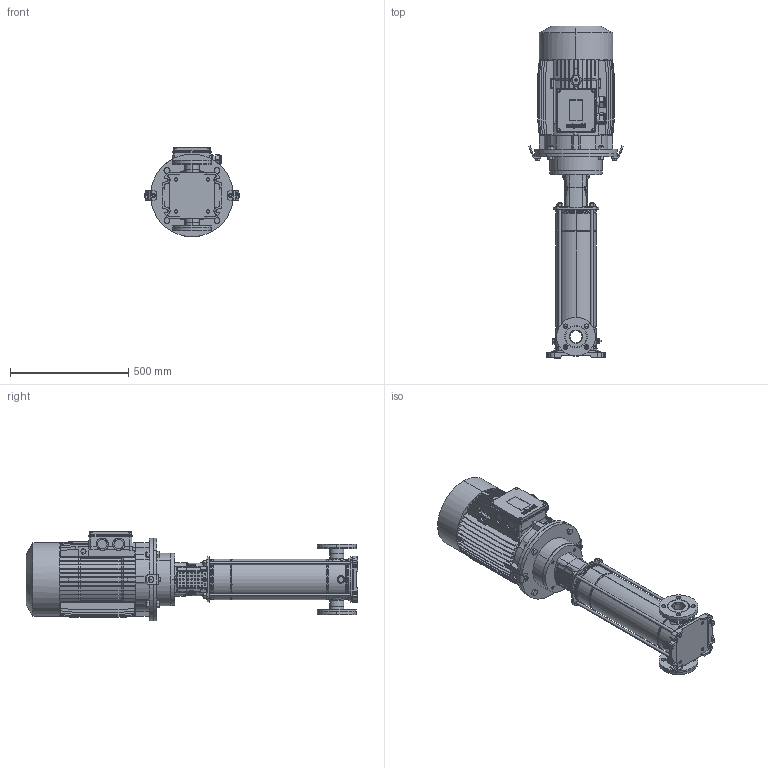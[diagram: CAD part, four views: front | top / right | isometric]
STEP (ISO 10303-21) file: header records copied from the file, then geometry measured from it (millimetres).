
FILE_DESCRIPTION (( 'STEP AP203' ), '1' );
FILE_NAME ('10007633swa00.step', '2019-09-23T15:02:31', ( 'Admin' ), ( 'HP Inc.' ), 'SwSTEP 2.0', 'SolidWorks 2019', '' );
FILE_SCHEMA (( 'CONFIG_CONTROL_DESIGN' ));
Length unit declared in the file: millimetre
Products named in the file (22): 10007633swa00; 10007548swa00; 10000023swn00_M16x50 6.8 ZINCATA; 3.92.248swp01_3_92_248_Sempl.; 4.92.223swp01_M14 X 645; 10007670swn00_M40x1.5; 10007568swp00_M160 B5-De350; 3.92.244swp01_Semplificato; 10000033swn00_M10x14 A2; 4.92.211swp01; 10000007swn00_M16 õ; 4.92.222swp03_DN50 semplificato; 10007431swp00_Falngia mot. 160; 4.92.212swp01; 4.92.204swp01_VERSIONE MACCHINA UTENSILE; 10007573swp00_160 VER; 10000006swn00_M14 A2-70; 3.92.270swp01_3.92.270 Semplificato; 10007576swa00_M160; 3.92.277swp01_2009 Sempl.; 4.92.226swp02; 4.92.027swp03_4_92_027_AISI304
Assembly tree (39 placements, depth 3):
  10007633swa00
    10007576swa00_M160
      10007568swp00_M160 B5-De350
      10007573swp00_160 VER
      10007670swn00_M40x1.5  x2
    10007548swa00
      3.92.244swp01_Semplificato
      3.92.277swp01_2009 Sempl.
      3.92.248swp01_3_92_248_Sempl.
      4.92.223swp01_M14 X 645  x4
      10007431swp00_Falngia mot. 160
      4.92.027swp03_4_92_027_AISI304
      10000006swn00_M14 A2-70  x4
      3.92.270swp01_3.92.270 Semplificato
      4.92.204swp01_VERSIONE MACCHINA UTENSILE  x2
      4.92.222swp03_DN50 semplificato  x2
      4.92.212swp01
      4.92.226swp02  x2
      4.92.211swp01  x2
      10000033swn00_M10x14 A2  x2
    10000023swn00_M16x50 6.8 ZINCATA  x4
    10000007swn00_M16 õ  x4
Bounding box: 399.62 x 1405.1 x 379.2 mm (x, y, z)
Volume: 44314264 mm3; surface area: 3544461.1 mm2
Topology: 43 solids, 54 shells, 3725 faces, 9488 edges, 6056 vertices
Faces by surface type: plane 1676, cylinder 867, cone 749, bspline 278, torus 155
Entity records: 102816 total; most frequent: CARTESIAN_POINT 26816, ORIENTED_EDGE 15570, DIRECTION 14697, EDGE_CURVE 7785, AXIS2_PLACEMENT_3D 5139, VERTEX_POINT 5015, LINE 4419, VECTOR 4419
